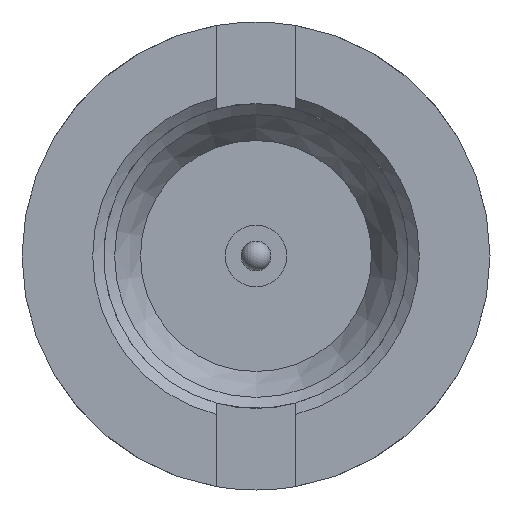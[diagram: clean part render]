
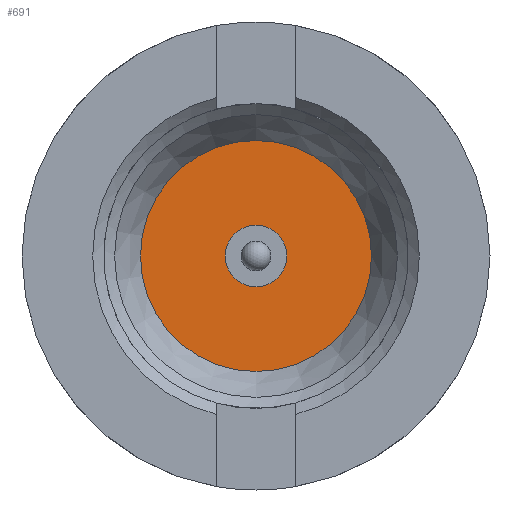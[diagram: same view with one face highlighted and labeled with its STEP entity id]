
A CAD part, left-side view. The second image highlights one B-rep face of the part: STEP entity #691.
In plain terms, the highlighted planar face has unit normal (-1, 0, 0).
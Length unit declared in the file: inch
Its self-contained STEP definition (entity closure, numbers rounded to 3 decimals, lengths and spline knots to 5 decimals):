
#36 = ORIENTED_EDGE ( 'NONE', *, *, #1018, .T. ) ;
#45 = VERTEX_POINT ( 'NONE', #582 ) ;
#107 = DIRECTION ( 'NONE',  ( -1., 0., 0. ) ) ;
#126 = DIRECTION ( 'NONE',  ( 0., 0., -1. ) ) ;
#160 = DIRECTION ( 'NONE',  ( 0., 0., 1. ) ) ;
#197 = AXIS2_PLACEMENT_3D ( 'NONE', #633, #322, #160 ) ;
#206 = CIRCLE ( 'NONE', #197, 0.01546 ) ;
#250 = FACE_OUTER_BOUND ( 'NONE', #425, .T. ) ;
#322 = DIRECTION ( 'NONE',  ( -1., 0., 0. ) ) ;
#335 = AXIS2_PLACEMENT_3D ( 'NONE', #358, #678, #126 ) ;
#358 = CARTESIAN_POINT ( 'NONE',  ( 0.1327, 0.01546, 0. ) ) ;
#367 = EDGE_CURVE ( 'NONE', #45, #45, #206, .T. ) ;
#414 = EDGE_LOOP ( 'NONE', ( #855 ) ) ;
#420 = VERTEX_POINT ( 'NONE', #445 ) ;
#425 = EDGE_LOOP ( 'NONE', ( #36 ) ) ;
#445 = CARTESIAN_POINT ( 'NONE',  ( 0.1327, 0., 0.0625 ) ) ;
#500 = CARTESIAN_POINT ( 'NONE',  ( 0.1327, 0., 0. ) ) ;
#553 = AXIS2_PLACEMENT_3D ( 'NONE', #500, #107, #902 ) ;
#582 = CARTESIAN_POINT ( 'NONE',  ( 0.1327, 0., 0.01546 ) ) ;
#633 = CARTESIAN_POINT ( 'NONE',  ( 0.1327, 0., 0. ) ) ;
#661 = PLANE ( 'NONE',  #335 ) ;
#678 = DIRECTION ( 'NONE',  ( 1., 0., 0. ) ) ;
#691 = ADVANCED_FACE ( 'NONE', ( #781, #250 ), #661, .F. ) ;
#751 = CIRCLE ( 'NONE', #553, 0.0625 ) ;
#781 = FACE_BOUND ( 'NONE', #414, .T. ) ;
#855 = ORIENTED_EDGE ( 'NONE', *, *, #367, .F. ) ;
#902 = DIRECTION ( 'NONE',  ( 0., 0., 1. ) ) ;
#1018 = EDGE_CURVE ( 'NONE', #420, #420, #751, .T. ) ;
